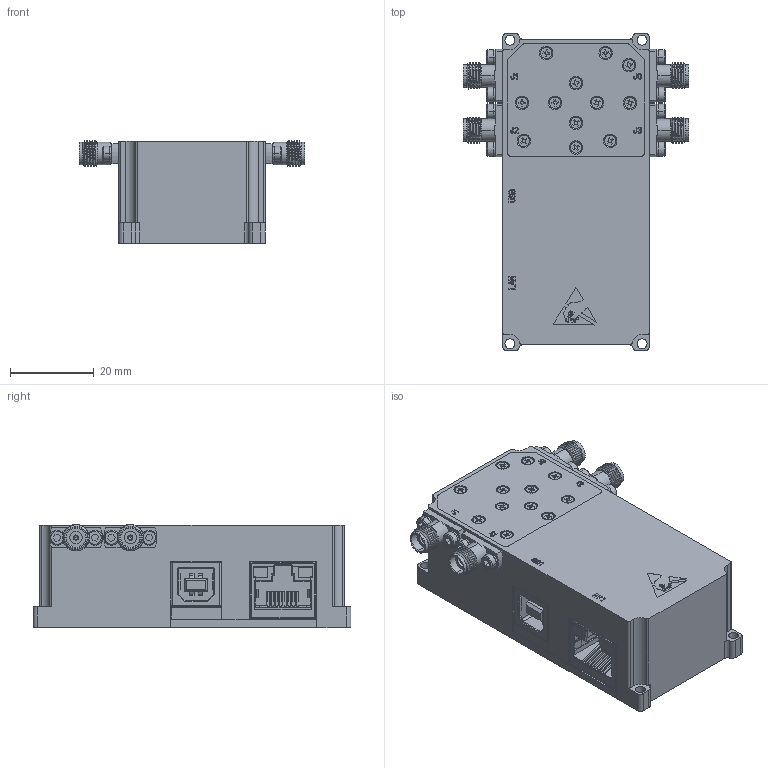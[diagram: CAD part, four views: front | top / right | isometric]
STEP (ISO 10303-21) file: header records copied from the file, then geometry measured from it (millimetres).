
FILE_DESCRIPTION (( 'STEP AP214' ), '1' );
FILE_NAME ('FMSW5026_3D.step', '2025-03-03T15:35:19', ( '' ), ( '' ), 'SwSTEP 2.0', 'SolidWorks 2022', '' );
FILE_SCHEMA (( 'AUTOMOTIVE_DESIGN' ));
Length unit declared in the file: inch
Products named in the file (1): FMSW5026_3D
Bounding box: 53.92 x 76 x 24.65 mm (x, y, z)
Volume: 25033.2 mm3; surface area: 29553.2 mm2
Topology: 3 solids, 55 shells, 2966 faces, 7904 edges, 5057 vertices
Faces by surface type: plane 1739, cylinder 904, cone 205, bspline 92, sphere 21, torus 5
Entity records: 95685 total; most frequent: CARTESIAN_POINT 21815, ORIENTED_EDGE 15592, DIRECTION 15056, EDGE_CURVE 7796, VECTOR 5412, LINE 5412, VERTEX_POINT 5057, AXIS2_PLACEMENT_3D 4822
